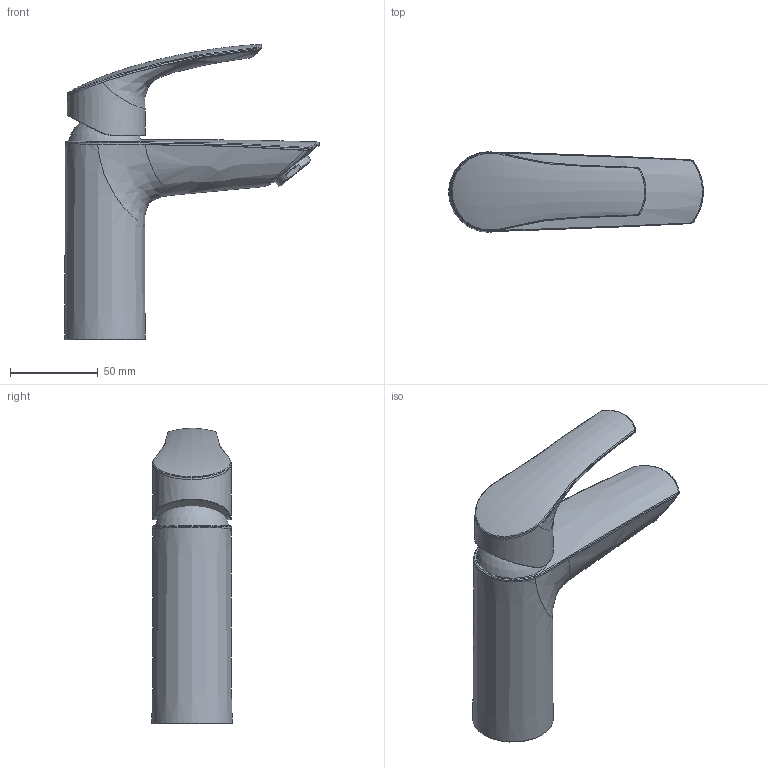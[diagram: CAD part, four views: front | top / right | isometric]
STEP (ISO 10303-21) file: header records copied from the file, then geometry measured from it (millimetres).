
FILE_DESCRIPTION(/* description */ ('Unknown'),/* implementation_level */ '2;1');
FILE_NAME(/* name */ '32467003',/* time_stamp */ '2022-09-09T05:38:16+02:00',/* author */ ('Unknown'),/* organization */ ('GROHE AG'),/* preprocessor_version */ 'ST-DEVELOPER v16.7',/* originating_system */ 'DEX',/* authorisation */ $);
FILE_SCHEMA (('AUTOMOTIVE_DESIGN {1 0 10303 214 3 1 1}'));
Length unit declared in the file: millimetre
Products named in the file (4): 32467003; id11; 40.2951.24300; EuroSmart Evolution_+5mm_20190927
Assembly tree (3 placements, depth 2):
  32467003
    id11
    40.2951.24300
    EuroSmart Evolution_+5mm_20190927
Bounding box: 145.57 x 46 x 168.78 mm (x, y, z)
Surface area: 45103 mm2 (no closed solid volume)
Topology: 0 solids, 13 shells, 433 faces, 2160 edges, 1635 vertices
Faces by surface type: cylinder 221, plane 132, bspline 61, cone 14, torus 4, sphere 1
Full cylindrical faces by diameter (mm): 15.7 x1, 17.75 x1, 20.15 x1, 23.87 x1, 41.9 x1
Entity records: 26988 total; most frequent: CARTESIAN_POINT 12013, ORIENTED_EDGE 2873, DIRECTION 2515, EDGE_CURVE 2136, VERTEX_POINT 1627, LINE 1333, VECTOR 1333, AXIS2_PLACEMENT_3D 591
